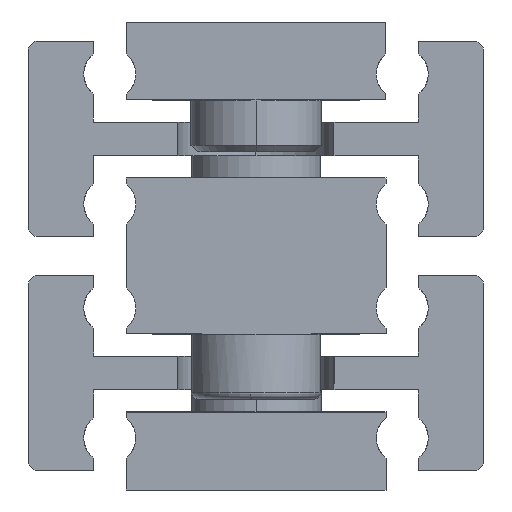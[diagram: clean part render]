
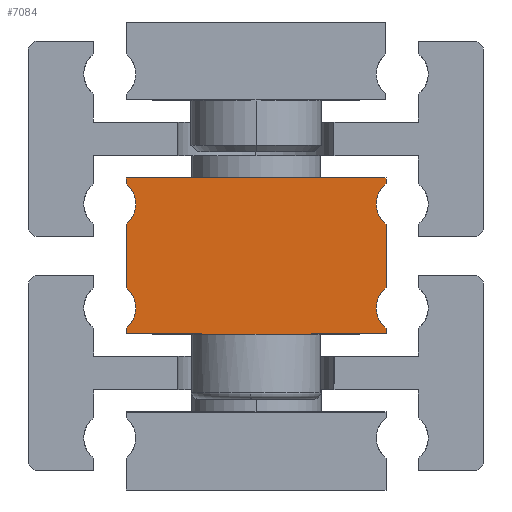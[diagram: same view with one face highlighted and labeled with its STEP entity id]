
A CAD part, front view. The second image highlights one B-rep face of the part: STEP entity #7084.
In plain terms, the highlighted planar face has unit normal (0, -1, 0).
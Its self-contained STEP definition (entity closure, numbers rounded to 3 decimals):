
#5895=CARTESIAN_POINT('',(-9.25,-175.0,-1.5));
#5896=VERTEX_POINT('',#5895);
#5905=CARTESIAN_POINT('',(-10.0,-175.0,0.061));
#5906=VERTEX_POINT('',#5905);
#5907=CARTESIAN_POINT('',(-11.25,-175.0,-1.5));
#5908=DIRECTION('',(0.0,1.0,0.0));
#5909=DIRECTION('',(1.0,0.0,0.0));
#5910=AXIS2_PLACEMENT_3D('',#5907,#5908,#5909);
#5911=CIRCLE('',#5910,2.0);
#5912=EDGE_CURVE('',#5906,#5896,#5911,.T.);
#5939=CARTESIAN_POINT('',(9.25,-175.0,-1.5));
#5940=VERTEX_POINT('',#5939);
#5956=CARTESIAN_POINT('',(10.0,-175.0,0.061));
#5957=VERTEX_POINT('',#5956);
#5964=CARTESIAN_POINT('',(11.25,-175.0,-1.5));
#5965=DIRECTION('',(0.0,1.0,0.0));
#5966=DIRECTION('',(1.0,0.0,0.0));
#5967=AXIS2_PLACEMENT_3D('',#5964,#5965,#5966);
#5968=CIRCLE('',#5967,2.0);
#5969=EDGE_CURVE('',#5940,#5957,#5968,.T.);
#5979=CARTESIAN_POINT('',(-9.25,-175.0,6.5));
#5980=VERTEX_POINT('',#5979);
#5989=CARTESIAN_POINT('',(-10.0,-175.0,8.061));
#5990=VERTEX_POINT('',#5989);
#5991=CARTESIAN_POINT('',(-11.25,-175.0,6.5));
#5992=DIRECTION('',(0.0,1.0,0.0));
#5993=DIRECTION('',(1.0,0.0,0.0));
#5994=AXIS2_PLACEMENT_3D('',#5991,#5992,#5993);
#5995=CIRCLE('',#5994,2.0);
#5996=EDGE_CURVE('',#5990,#5980,#5995,.T.);
#6023=CARTESIAN_POINT('',(9.25,-175.0,6.5));
#6024=VERTEX_POINT('',#6023);
#6040=CARTESIAN_POINT('',(10.0,-175.0,8.061));
#6041=VERTEX_POINT('',#6040);
#6048=CARTESIAN_POINT('',(11.25,-175.0,6.5));
#6049=DIRECTION('',(0.0,1.0,0.0));
#6050=DIRECTION('',(1.0,0.0,0.0));
#6051=AXIS2_PLACEMENT_3D('',#6048,#6049,#6050);
#6052=CIRCLE('',#6051,2.0);
#6053=EDGE_CURVE('',#6024,#6041,#6052,.T.);
#6682=CARTESIAN_POINT('',(-10.,-175.0,8.5));
#6683=VERTEX_POINT('',#6682);
#6690=CARTESIAN_POINT('',(10.0,-175.0,8.5));
#6691=VERTEX_POINT('',#6690);
#6692=CARTESIAN_POINT('',(-10.,-175.0,8.5));
#6693=DIRECTION('',(1.0,0.0,0.0));
#6694=VECTOR('',#6693,20.);
#6695=LINE('',#6692,#6694);
#6696=EDGE_CURVE('',#6683,#6691,#6695,.T.);
#6742=CARTESIAN_POINT('',(10.0,-175.0,4.939));
#6743=VERTEX_POINT('',#6742);
#6744=CARTESIAN_POINT('',(11.25,-175.0,6.5));
#6745=DIRECTION('',(0.0,1.0,0.0));
#6746=DIRECTION('',(1.0,0.0,0.0));
#6747=AXIS2_PLACEMENT_3D('',#6744,#6745,#6746);
#6748=CIRCLE('',#6747,2.0);
#6749=EDGE_CURVE('',#6743,#6024,#6748,.T.);
#6784=CARTESIAN_POINT('',(-10.0,-175.0,4.939));
#6785=VERTEX_POINT('',#6784);
#6792=CARTESIAN_POINT('',(-11.25,-175.0,6.5));
#6793=DIRECTION('',(0.0,1.0,0.0));
#6794=DIRECTION('',(1.0,0.0,0.0));
#6795=AXIS2_PLACEMENT_3D('',#6792,#6793,#6794);
#6796=CIRCLE('',#6795,2.0);
#6797=EDGE_CURVE('',#5980,#6785,#6796,.T.);
#6808=CARTESIAN_POINT('',(10.0,-175.0,4.939));
#6809=DIRECTION('',(0.0,0.0,-1.0));
#6810=VECTOR('',#6809,4.878);
#6811=LINE('',#6808,#6810);
#6812=EDGE_CURVE('',#6743,#5957,#6811,.T.);
#6837=CARTESIAN_POINT('',(10.0,-175.0,8.5));
#6838=DIRECTION('',(0.0,0.0,-1.0));
#6839=VECTOR('',#6838,0.439);
#6840=LINE('',#6837,#6839);
#6841=EDGE_CURVE('',#6691,#6041,#6840,.T.);
#6859=CARTESIAN_POINT('',(-10.0,-175.0,0.061));
#6860=DIRECTION('',(0.0,0.0,1.0));
#6861=VECTOR('',#6860,4.878);
#6862=LINE('',#6859,#6861);
#6863=EDGE_CURVE('',#5906,#6785,#6862,.T.);
#6939=CARTESIAN_POINT('',(10.0,-175.0,-3.061));
#6940=VERTEX_POINT('',#6939);
#6941=CARTESIAN_POINT('',(11.25,-175.0,-1.5));
#6942=DIRECTION('',(0.0,1.0,0.0));
#6943=DIRECTION('',(1.0,0.0,0.0));
#6944=AXIS2_PLACEMENT_3D('',#6941,#6942,#6943);
#6945=CIRCLE('',#6944,2.0);
#6946=EDGE_CURVE('',#6940,#5940,#6945,.T.);
#6965=CARTESIAN_POINT('',(-10.0,-175.0,-3.061));
#6966=VERTEX_POINT('',#6965);
#6973=CARTESIAN_POINT('',(-11.25,-175.0,-1.5));
#6974=DIRECTION('',(0.0,1.0,0.0));
#6975=DIRECTION('',(1.0,0.0,0.0));
#6976=AXIS2_PLACEMENT_3D('',#6973,#6974,#6975);
#6977=CIRCLE('',#6976,2.0);
#6978=EDGE_CURVE('',#5896,#6966,#6977,.T.);
#6989=CARTESIAN_POINT('',(10.0,-175.0,-3.5));
#6990=VERTEX_POINT('',#6989);
#6991=CARTESIAN_POINT('',(10.0,-175.0,-3.061));
#6992=DIRECTION('',(0.0,0.0,-1.0));
#6993=VECTOR('',#6992,0.439);
#6994=LINE('',#6991,#6993);
#6995=EDGE_CURVE('',#6940,#6990,#6994,.T.);
#7014=CARTESIAN_POINT('',(-10.0,-175.0,-3.5));
#7015=VERTEX_POINT('',#7014);
#7022=CARTESIAN_POINT('',(-10.0,-175.0,-3.5));
#7023=DIRECTION('',(0.0,0.0,1.0));
#7024=VECTOR('',#7023,0.439);
#7025=LINE('',#7022,#7024);
#7026=EDGE_CURVE('',#7015,#6966,#7025,.T.);
#7037=CARTESIAN_POINT('',(-10.0,-175.0,8.061));
#7038=DIRECTION('',(0.0,0.0,1.0));
#7039=VECTOR('',#7038,0.439);
#7040=LINE('',#7037,#7039);
#7041=EDGE_CURVE('',#5990,#6683,#7040,.T.);
#7048=CARTESIAN_POINT('',(0.,-175.0,-1.));
#7049=DIRECTION('',(0.0,1.0,0.0));
#7050=DIRECTION('',(0.0,0.0,1.0));
#7051=AXIS2_PLACEMENT_3D('',#7048,#7049,#7050);
#7052=PLANE('',#7051);
#7053=ORIENTED_EDGE('',*,*,#6749,.T.);
#7054=ORIENTED_EDGE('',*,*,#6053,.T.);
#7055=ORIENTED_EDGE('',*,*,#6841,.F.);
#7056=ORIENTED_EDGE('',*,*,#6696,.F.);
#7057=ORIENTED_EDGE('',*,*,#7041,.F.);
#7058=ORIENTED_EDGE('',*,*,#5996,.T.);
#7059=ORIENTED_EDGE('',*,*,#6797,.T.);
#7060=ORIENTED_EDGE('',*,*,#6863,.F.);
#7061=ORIENTED_EDGE('',*,*,#5912,.T.);
#7062=ORIENTED_EDGE('',*,*,#6978,.T.);
#7063=ORIENTED_EDGE('',*,*,#7026,.F.);
#7064=CARTESIAN_POINT('',(0.,-175.0,-3.5));
#7065=VERTEX_POINT('',#7064);
#7066=CARTESIAN_POINT('',(0.,-175.0,-3.5));
#7067=DIRECTION('',(-1.0,0.0,0.0));
#7068=VECTOR('',#7067,10.);
#7069=LINE('',#7066,#7068);
#7070=EDGE_CURVE('',#7065,#7015,#7069,.T.);
#7071=ORIENTED_EDGE('',*,*,#7070,.F.);
#7072=CARTESIAN_POINT('',(10.0,-175.0,-3.5));
#7073=DIRECTION('',(-1.0,0.0,0.0));
#7074=VECTOR('',#7073,10.);
#7075=LINE('',#7072,#7074);
#7076=EDGE_CURVE('',#6990,#7065,#7075,.T.);
#7077=ORIENTED_EDGE('',*,*,#7076,.F.);
#7078=ORIENTED_EDGE('',*,*,#6995,.F.);
#7079=ORIENTED_EDGE('',*,*,#6946,.T.);
#7080=ORIENTED_EDGE('',*,*,#5969,.T.);
#7081=ORIENTED_EDGE('',*,*,#6812,.F.);
#7082=EDGE_LOOP('',(#7053,#7054,#7055,#7056,#7057,#7058,#7059,#7060,#7061,#7062,#7063,#7071,#7077,#7078,#7079,#7080,#7081));
#7083=FACE_OUTER_BOUND('',#7082,.T.);
#7084=ADVANCED_FACE('',(#7083),#7052,.F.);
